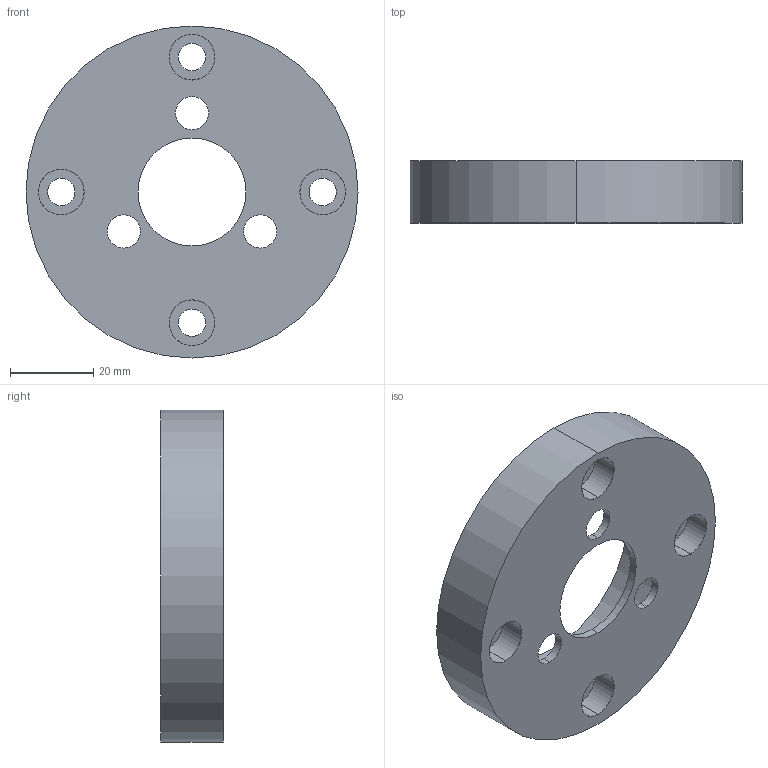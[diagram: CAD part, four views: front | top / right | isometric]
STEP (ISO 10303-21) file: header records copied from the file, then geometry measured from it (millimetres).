
FILE_DESCRIPTION (( 'STEP AP203' ), '1' );
FILE_NAME ('Peça encoder.STEP', '2024-06-05T10:39:01', ( '' ), ( '' ), 'SwSTEP 2.0', 'SolidWorks 2024', '' );
FILE_SCHEMA (( 'CONFIG_CONTROL_DESIGN' ));
Length unit declared in the file: millimetre
Products named in the file (1): Peça encoder
Bounding box: 80 x 15 x 80 mm (x, y, z)
Volume: 44899.5 mm3; surface area: 16138 mm2
Topology: 1 solids, 1 shells, 43 faces, 100 edges, 64 vertices
Faces by surface type: cylinder 28, cone 8, plane 7
Entity records: 1363 total; most frequent: DIRECTION 252, CARTESIAN_POINT 208, ORIENTED_EDGE 200, AXIS2_PLACEMENT_3D 108, EDGE_CURVE 100, VERTEX_POINT 64, CIRCLE 64, EDGE_LOOP 64
